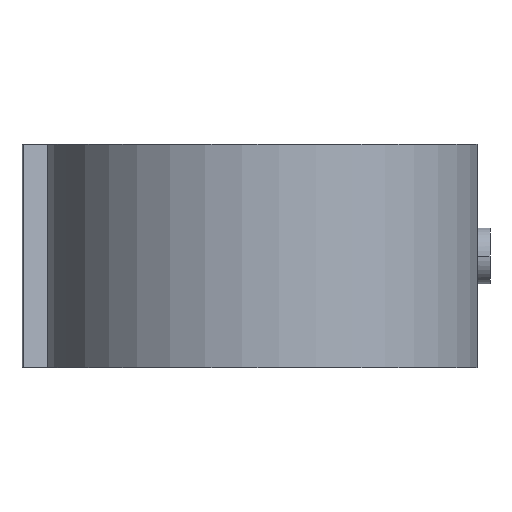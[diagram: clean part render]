
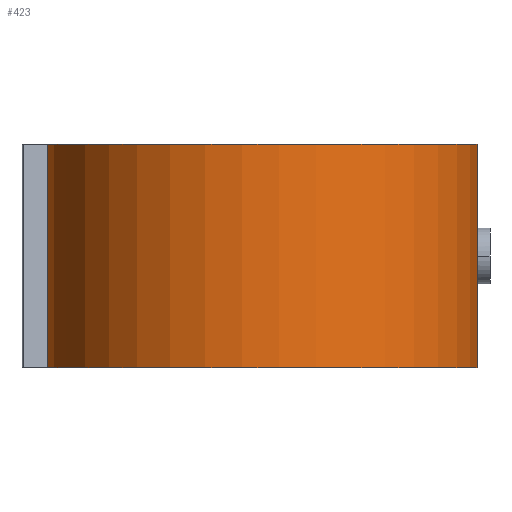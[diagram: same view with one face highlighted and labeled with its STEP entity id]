
A CAD part, front view. The second image highlights one B-rep face of the part: STEP entity #423.
In plain terms, the highlighted cylindrical face has radius 123.167 mm (diameter 246.333 mm), a partial arc.
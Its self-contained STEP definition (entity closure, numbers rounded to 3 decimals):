
#233 = EDGE_CURVE( '', #401, #309, #602, .T. );
#241 = EDGE_CURVE( '', #339, #401, #612, .T. );
#309 = VERTEX_POINT( '', #687 );
#339 = VERTEX_POINT( '', #721 );
#365 = EDGE_CURVE( '', #339, #503, #750, .T. );
#401 = VERTEX_POINT( '', #789 );
#423 = ADVANCED_FACE( '', ( #814 ), #815, .T. );
#475 = EDGE_CURVE( '', #309, #503, #872, .T. );
#503 = VERTEX_POINT( '', #902 );
#602 = CIRCLE( '', #1011, 123.167 );
#612 = LINE( '', #1023, #1024 );
#687 = CARTESIAN_POINT( '', ( 122.792, 9.6, -64. ) );
#721 = CARTESIAN_POINT( '', ( -122.792, -9.6, 64. ) );
#750 = CIRCLE( '', #1332, 123.167 );
#789 = CARTESIAN_POINT( '', ( -122.792, -9.6, -64. ) );
#814 = FACE_OUTER_BOUND( '', #1449, .T. );
#815 = CYLINDRICAL_SURFACE( '', #1450, 123.167 );
#872 = LINE( '', #1682, #1683 );
#902 = CARTESIAN_POINT( '', ( 122.792, 9.6, 64. ) );
#1011 = AXIS2_PLACEMENT_3D( '', #1846, #1847, #1848 );
#1023 = CARTESIAN_POINT( '', ( -122.792, -9.6, 64. ) );
#1024 = VECTOR( '', #1860, 1. );
#1332 = AXIS2_PLACEMENT_3D( '', #2038, #2039, #2040 );
#1449 = EDGE_LOOP( '', ( #2097, #2098, #2099, #2100 ) );
#1450 = AXIS2_PLACEMENT_3D( '', #2101, #2102, #2103 );
#1682 = CARTESIAN_POINT( '', ( 122.792, 9.6, 64. ) );
#1683 = VECTOR( '', #2157, 1. );
#1846 = CARTESIAN_POINT( '', ( 0., 0., -64. ) );
#1847 = DIRECTION( '', ( 0., 0., 1. ) );
#1848 = DIRECTION( '', ( -0.997, -0.078, 0. ) );
#1860 = DIRECTION( '', ( 0., 0., -1. ) );
#2038 = CARTESIAN_POINT( '', ( 0., 0., 64. ) );
#2039 = DIRECTION( '', ( 0., 0., 1. ) );
#2040 = DIRECTION( '', ( -0.997, -0.078, 0. ) );
#2097 = ORIENTED_EDGE( '', *, *, #475, .T. );
#2098 = ORIENTED_EDGE( '', *, *, #365, .F. );
#2099 = ORIENTED_EDGE( '', *, *, #241, .T. );
#2100 = ORIENTED_EDGE( '', *, *, #233, .T. );
#2101 = CARTESIAN_POINT( '', ( 0., 0., 64. ) );
#2102 = DIRECTION( '', ( 0., 0., 1. ) );
#2103 = DIRECTION( '', ( -0.997, -0.078, 0. ) );
#2157 = DIRECTION( '', ( 0., 0., 1. ) );
